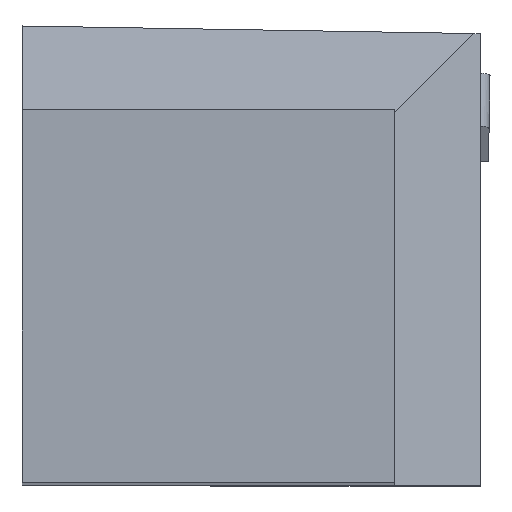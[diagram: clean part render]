
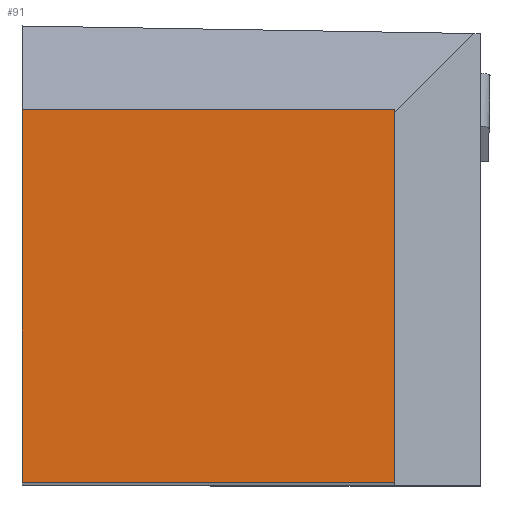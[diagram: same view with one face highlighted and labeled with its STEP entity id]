
A CAD part, top view. The second image highlights one B-rep face of the part: STEP entity #91.
In plain terms, the highlighted planar face has unit normal (0, 0, 1).
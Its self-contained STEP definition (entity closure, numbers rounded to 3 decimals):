
#91=ADVANCED_FACE('',(#163),#126,.T.);
#126=PLANE('',#782);
#163=FACE_OUTER_BOUND('',#200,.T.);
#200=EDGE_LOOP('',(#366,#367,#368,#369));
#366=ORIENTED_EDGE('',*,*,#531,.T.);
#367=ORIENTED_EDGE('',*,*,#532,.F.);
#368=ORIENTED_EDGE('',*,*,#533,.F.);
#369=ORIENTED_EDGE('',*,*,#534,.T.);
#443=VERTEX_POINT('',#1135);
#444=VERTEX_POINT('',#1136);
#445=VERTEX_POINT('',#1138);
#446=VERTEX_POINT('',#1140);
#531=EDGE_CURVE('',#443,#444,#619,.T.);
#532=EDGE_CURVE('',#445,#444,#620,.T.);
#533=EDGE_CURVE('',#446,#445,#621,.T.);
#534=EDGE_CURVE('',#446,#443,#622,.T.);
#619=LINE('',#1134,#707);
#620=LINE('',#1137,#708);
#621=LINE('',#1139,#709);
#622=LINE('',#1141,#710);
#707=VECTOR('',#942,1.);
#708=VECTOR('',#943,1.);
#709=VECTOR('',#944,1.);
#710=VECTOR('',#945,1.);
#782=AXIS2_PLACEMENT_3D('',#1142,#946,#947);
#942=DIRECTION('',(-1.,0.,0.));
#943=DIRECTION('',(0.,1.,0.));
#944=DIRECTION('',(-1.,0.,0.));
#945=DIRECTION('',(0.,1.,0.));
#946=DIRECTION('',(0.,0.,1.));
#947=DIRECTION('',(1.,0.,0.));
#1134=CARTESIAN_POINT('',(12.65,0.,112.4));
#1135=CARTESIAN_POINT('',(12.65,0.,112.4));
#1136=CARTESIAN_POINT('',(-12.65,0.,112.4));
#1137=CARTESIAN_POINT('',(-12.65,-25.3,112.4));
#1138=CARTESIAN_POINT('',(-12.65,-25.3,112.4));
#1139=CARTESIAN_POINT('',(12.65,-25.3,112.4));
#1140=CARTESIAN_POINT('',(12.65,-25.3,112.4));
#1141=CARTESIAN_POINT('',(12.65,-25.3,112.4));
#1142=CARTESIAN_POINT('',(12.65,-25.3,112.4));
